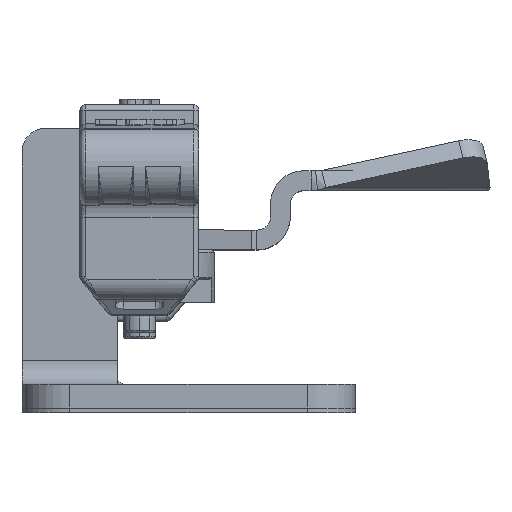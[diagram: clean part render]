
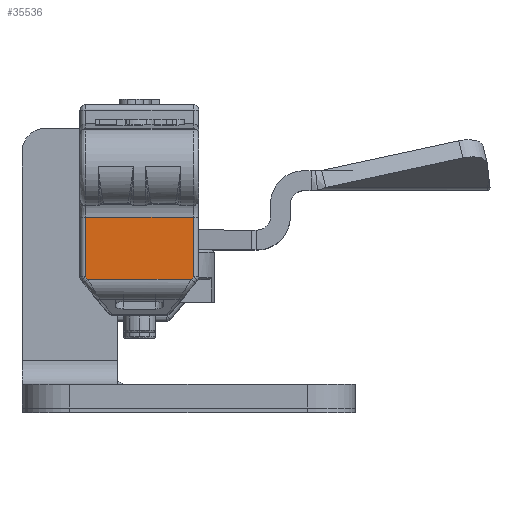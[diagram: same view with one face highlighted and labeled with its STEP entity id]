
A CAD part, top view. The second image highlights one B-rep face of the part: STEP entity #35536.
In plain terms, the highlighted planar face has unit normal (0, 0, 1).
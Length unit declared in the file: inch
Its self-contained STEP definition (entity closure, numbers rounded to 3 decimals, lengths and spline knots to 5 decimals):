
#1235 = AXIS2_PLACEMENT_3D ( 'NONE', #49544, #45451, #24873 ) ;
#1293 = CARTESIAN_POINT ( 'NONE',  ( -1.1552, -0.15853, 9.03663 ) ) ;
#1557 = LINE ( 'NONE', #1293, #45671 ) ;
#4040 = PLANE ( 'NONE',  #1235 ) ;
#7518 = CARTESIAN_POINT ( 'NONE',  ( -1.1852, 0.15463, 9.03663 ) ) ;
#11031 = LINE ( 'NONE', #7518, #36085 ) ;
#11392 = VERTEX_POINT ( 'NONE', #29948 ) ;
#11872 = VECTOR ( 'NONE', #35666, 39.37008 ) ;
#14705 = ORIENTED_EDGE ( 'NONE', *, *, #31315, .F. ) ;
#14722 = EDGE_CURVE ( 'NONE', #11392, #37105, #46323, .T. ) ;
#14856 = LINE ( 'NONE', #31390, #53494 ) ;
#15630 = LINE ( 'NONE', #48125, #11872 ) ;
#16833 = CARTESIAN_POINT ( 'NONE',  ( -0.60116, -0.17172, 9.03663 ) ) ;
#17519 = DIRECTION ( 'NONE',  ( 0.639, -0.769, 0. ) ) ;
#19696 = DIRECTION ( 'NONE',  ( -1., 0., 0. ) ) ;
#19714 = ORIENTED_EDGE ( 'NONE', *, *, #30314, .T. ) ;
#21035 = CARTESIAN_POINT ( 'NONE',  ( -1.1552, 0.15463, 9.03663 ) ) ;
#21686 = DIRECTION ( 'NONE',  ( 0.639, 0.769, 0. ) ) ;
#22093 = CARTESIAN_POINT ( 'NONE',  ( -1.1552, -0.15853, 9.03663 ) ) ;
#24873 = DIRECTION ( 'NONE',  ( 1., 0., 0. ) ) ;
#25403 = FACE_OUTER_BOUND ( 'NONE', #30388, .T. ) ;
#25517 = LINE ( 'NONE', #38497, #26299 ) ;
#25702 = ORIENTED_EDGE ( 'NONE', *, *, #29907, .T. ) ;
#26299 = VECTOR ( 'NONE', #46640, 39.37008 ) ;
#26323 = VERTEX_POINT ( 'NONE', #39308 ) ;
#29855 = EDGE_CURVE ( 'NONE', #46976, #11392, #15630, .T. ) ;
#29907 = EDGE_CURVE ( 'NONE', #26323, #38617, #11031, .T. ) ;
#29948 = CARTESIAN_POINT ( 'NONE',  ( -0.60116, -0.17172, 9.03662 ) ) ;
#30314 = EDGE_CURVE ( 'NONE', #41351, #46976, #1557, .T. ) ;
#30388 = EDGE_LOOP ( 'NONE', ( #14705, #19714, #32994, #34048, #47932, #25702 ) ) ;
#31315 = EDGE_CURVE ( 'NONE', #41351, #38617, #14856, .T. ) ;
#31390 = CARTESIAN_POINT ( 'NONE',  ( -1.1552, -0.17176, 9.03663 ) ) ;
#32994 = ORIENTED_EDGE ( 'NONE', *, *, #29855, .T. ) ;
#34048 = ORIENTED_EDGE ( 'NONE', *, *, #14722, .T. ) ;
#35536 = ADVANCED_FACE ( 'NONE', ( #25403 ), #4040, .T. ) ;
#35666 = DIRECTION ( 'NONE',  ( 1., 0., 0. ) ) ;
#36085 = VECTOR ( 'NONE', #19696, 39.37008 ) ;
#36375 = EDGE_CURVE ( 'NONE', #37105, #26323, #25517, .T. ) ;
#37105 = VERTEX_POINT ( 'NONE', #49724 ) ;
#38497 = CARTESIAN_POINT ( 'NONE',  ( -0.5902, 0.15463, 9.03663 ) ) ;
#38617 = VERTEX_POINT ( 'NONE', #21035 ) ;
#39308 = CARTESIAN_POINT ( 'NONE',  ( -0.5902, 0.15463, 9.03663 ) ) ;
#41351 = VERTEX_POINT ( 'NONE', #22093 ) ;
#43438 = CARTESIAN_POINT ( 'NONE',  ( -1.14424, -0.17172, 9.03663 ) ) ;
#44106 = DIRECTION ( 'NONE',  ( 0., 1., 0. ) ) ;
#45451 = DIRECTION ( 'NONE',  ( 0., 0., 1. ) ) ;
#45671 = VECTOR ( 'NONE', #17519, 39.37008 ) ;
#46323 = LINE ( 'NONE', #16833, #50034 ) ;
#46640 = DIRECTION ( 'NONE',  ( 0., 1., 0. ) ) ;
#46976 = VERTEX_POINT ( 'NONE', #43438 ) ;
#47932 = ORIENTED_EDGE ( 'NONE', *, *, #36375, .T. ) ;
#48125 = CARTESIAN_POINT ( 'NONE',  ( -1.1852, -0.17172, 9.03663 ) ) ;
#49544 = CARTESIAN_POINT ( 'NONE',  ( -1.1852, 0.15463, 9.03663 ) ) ;
#49724 = CARTESIAN_POINT ( 'NONE',  ( -0.5902, -0.15853, 9.03663 ) ) ;
#50034 = VECTOR ( 'NONE', #21686, 39.37008 ) ;
#53494 = VECTOR ( 'NONE', #44106, 39.37008 ) ;
